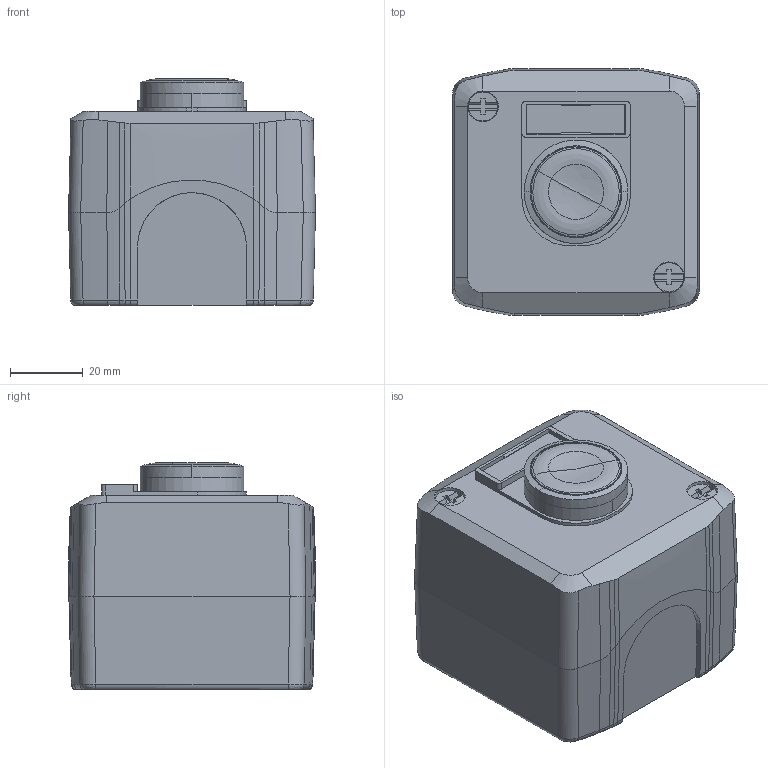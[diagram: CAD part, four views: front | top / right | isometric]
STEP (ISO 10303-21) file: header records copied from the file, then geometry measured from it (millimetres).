
FILE_DESCRIPTION(('CATIA V5 STEP Exchange','CAx-IF Rec.Pracs.--- Model Styling and Organization---1.4--- 2014-01-23','CAx-IF Rec.Pracs.---3D Tessellated Data Validation Properties---0.5---2014-09-14'),'2;1');
FILE_NAME('XALD111H29H7.stp','2022-12-13T10:02:07+00:00',('none'),('none'),'CATIA Version 5-6 Release 2018','CATIA V5 STEP AP242','none');
FILE_SCHEMA(('AP242_MANAGED_MODEL_BASED_3D_ENGINEERING_MIM_LF {1 0 10303 442 1 1 4}'));
Length unit declared in the file: millimetre
Products named in the file (1): XALD111H29H7
Bounding box: 68.01 x 68 x 62.37 mm (x, y, z)
Volume: 87148.6 mm3; surface area: 71782.1 mm2
Topology: 6 solids, 6 shells, 944 faces, 2552 edges, 1626 vertices
Faces by surface type: plane 370, cylinder 193, cone 166, bspline 95, torus 86, extrusion 20, sphere 12, revolution 2
Entity records: 35681 total; most frequent: CARTESIAN_POINT 15336, ORIENTED_EDGE 5080, DIRECTION 2817, EDGE_CURVE 2540, VERTEX_POINT 1626, AXIS2_PLACEMENT_3D 1265, VECTOR 1009, LINE 989
